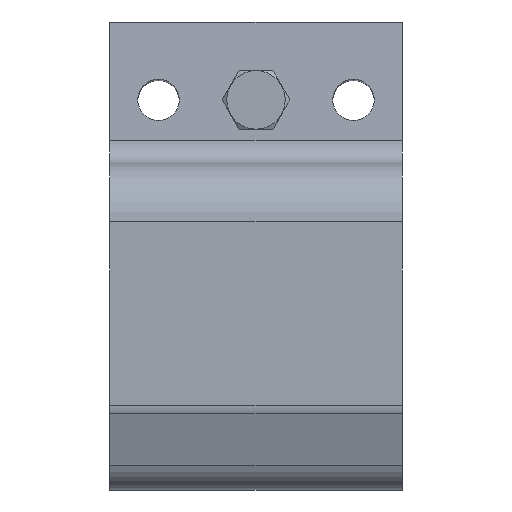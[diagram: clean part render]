
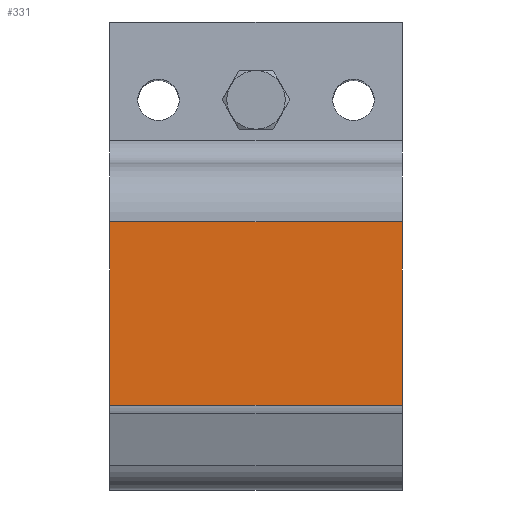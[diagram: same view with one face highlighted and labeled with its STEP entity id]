
A CAD part, left-side view. The second image highlights one B-rep face of the part: STEP entity #331.
In plain terms, the highlighted planar face has unit normal (-1, 0, 0).
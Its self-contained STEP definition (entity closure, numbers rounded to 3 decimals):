
#331=ADVANCED_FACE('',(#632),#633,.T.);
#632=FACE_OUTER_BOUND('',#952,.T.);
#633=PLANE('',#953);
#952=EDGE_LOOP('',(#1499,#1500,#1501,#1502));
#953=AXIS2_PLACEMENT_3D('',#1503,#1504,#1505);
#1499=ORIENTED_EDGE('',*,*,#2087,.T.);
#1500=ORIENTED_EDGE('',*,*,#2088,.F.);
#1501=ORIENTED_EDGE('',*,*,#2089,.F.);
#1502=ORIENTED_EDGE('',*,*,#2090,.T.);
#1503=CARTESIAN_POINT('',(-754.999,2293.062,7099.13));
#1504=DIRECTION('',(-1.,0.,0.));
#1505=DIRECTION('',(0.,0.,1.));
#2087=EDGE_CURVE('',#2506,#2507,#2508,.T.);
#2088=EDGE_CURVE('',#2509,#2507,#2510,.T.);
#2089=EDGE_CURVE('',#2511,#2509,#2512,.T.);
#2090=EDGE_CURVE('',#2511,#2506,#2513,.T.);
#2506=VERTEX_POINT('',#3145);
#2507=VERTEX_POINT('',#3146);
#2508=LINE('',#3147,#3148);
#2509=VERTEX_POINT('',#3149);
#2510=LINE('',#3150,#3151);
#2511=VERTEX_POINT('',#3152);
#2512=LINE('',#3153,#3154);
#2513=LINE('',#3155,#3156);
#3145=CARTESIAN_POINT('',(-754.999,2293.062,7174.403));
#3146=CARTESIAN_POINT('',(-754.999,2293.062,7099.13));
#3147=CARTESIAN_POINT('',(-754.999,2293.062,7155.791));
#3148=VECTOR('',#3613,1.);
#3149=CARTESIAN_POINT('',(-754.999,2173.062,7099.13));
#3150=CARTESIAN_POINT('',(-754.999,2293.062,7099.13));
#3151=VECTOR('',#3614,1.);
#3152=CARTESIAN_POINT('',(-754.999,2173.062,7174.403));
#3153=CARTESIAN_POINT('',(-754.999,2173.062,7155.791));
#3154=VECTOR('',#3615,1.);
#3155=CARTESIAN_POINT('',(-754.999,2293.062,7174.403));
#3156=VECTOR('',#3616,1.);
#3613=DIRECTION('',(0.,0.,-1.));
#3614=DIRECTION('',(0.,1.,0.));
#3615=DIRECTION('',(0.,0.,-1.));
#3616=DIRECTION('',(0.,1.,0.));
